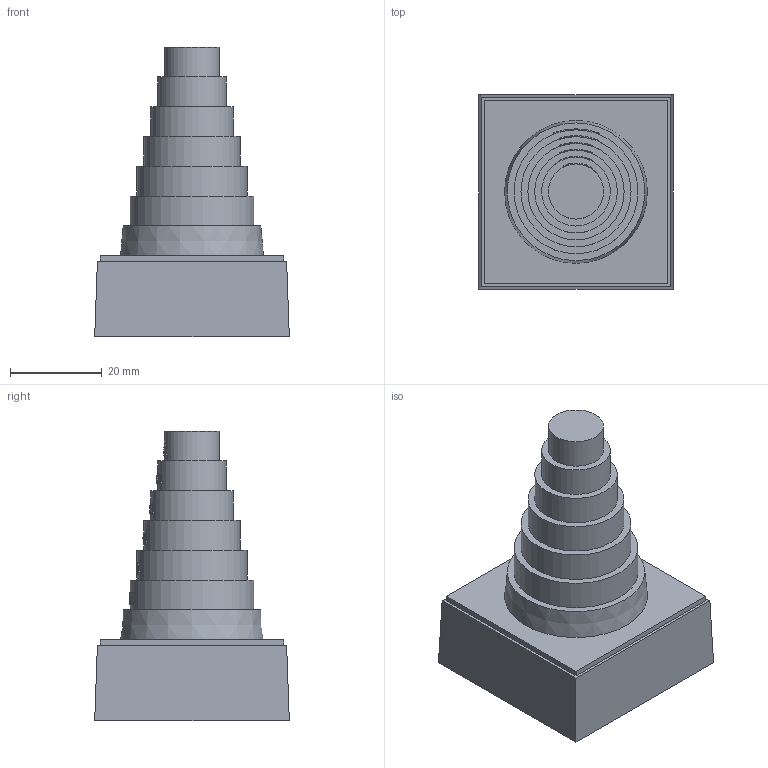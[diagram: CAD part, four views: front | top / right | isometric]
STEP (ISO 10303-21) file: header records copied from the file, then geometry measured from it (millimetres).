
FILE_DESCRIPTION(/* description */ (''),/* implementation_level */ '2;1');
FILE_NAME(/* name */ '28554.4_KDS-DEG_K_7-24.stp',/* time_stamp */ '2018-04-17T08:21:44+02:00',/* author */ (''),/* organization */ (''),/* preprocessor_version */ 'ST-DEVELOPER v16',/* originating_system */ 'SIEMENS PLM Software NX 10.0',/* authorisation */ '');
FILE_SCHEMA (('AP203_CONFIGURATION_CONTROLLED_3D_DESIGN_OF_MECHANICAL_PARTS_AND_ASSEMBLIES_MIM_LF { 1 0 10303 403 2 1 2}'));
Length unit declared in the file: millimetre
Products named in the file (1): 28554.4_KDS-DEG_K_7-24
Bounding box: 42.41 x 42.41 x 63.2 mm (x, y, z)
Volume: 48032.7 mm3; surface area: 9470.6 mm2
Topology: 1 solids, 1 shells, 744 faces, 2119 edges, 1415 vertices
Faces by surface type: plane 701, cylinder 42, cone 1
Full cylindrical faces by diameter (mm): 12 x1, 15 x1, 18 x1, 21 x1, 24 x1, 27 x1
Entity records: 24731 total; most frequent: CARTESIAN_POINT 7015, ORIENTED_EDGE 4174, DIRECTION 2895, EDGE_CURVE 2087, VERTEX_POINT 1396, AXIS2_PLACEMENT_3D 992, B_SPLINE_CURVE_WITH_KNOTS 929, LINE 911
